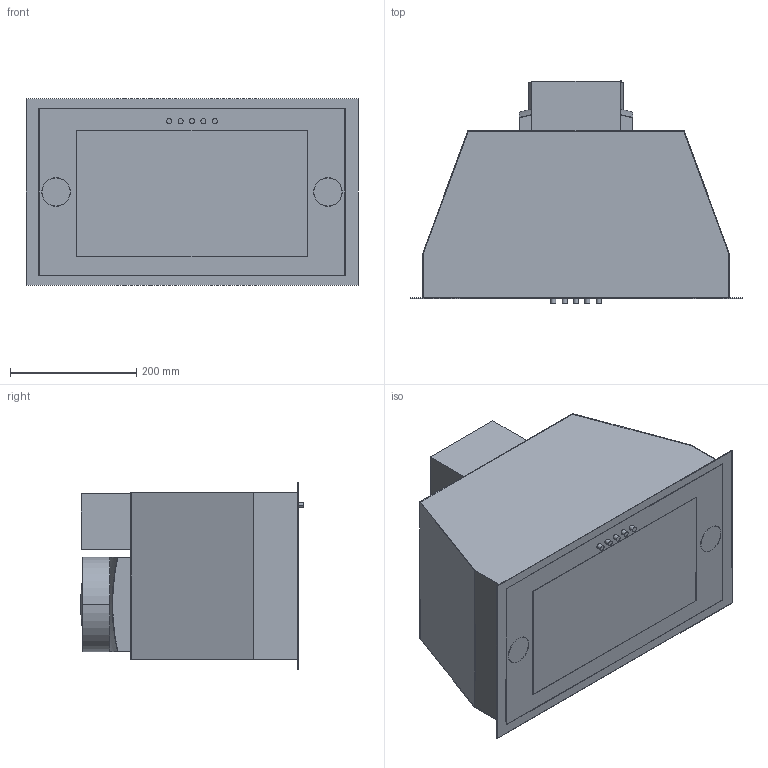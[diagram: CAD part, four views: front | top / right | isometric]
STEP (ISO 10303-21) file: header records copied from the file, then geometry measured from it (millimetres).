
FILE_DESCRIPTION((''),'2;1');
FILE_NAME('HN-6C','2021-02-12T',('seona'),(''),'CREO PARAMETRIC BY PTC INC, 2016260','CREO PARAMETRIC BY PTC INC, 2016260','');
FILE_SCHEMA(('CONFIG_CONTROL_DESIGN'));
Length unit declared in the file: millimetre
Products named in the file (1): HN-6C
Bounding box: 525 x 352.27 x 295 mm (x, y, z)
Volume: 1956313.6 mm3; surface area: 1411564.1 mm2
Topology: 5 solids, 5 shells, 92 faces, 205 edges, 135 vertices
Faces by surface type: plane 62, cylinder 24, sphere 6
Entity records: 2596 total; most frequent: DIRECTION 458, CARTESIAN_POINT 432, ORIENTED_EDGE 410, EDGE_CURVE 205, AXIS2_PLACEMENT_3D 161, VECTOR 136, LINE 136, VERTEX_POINT 135
